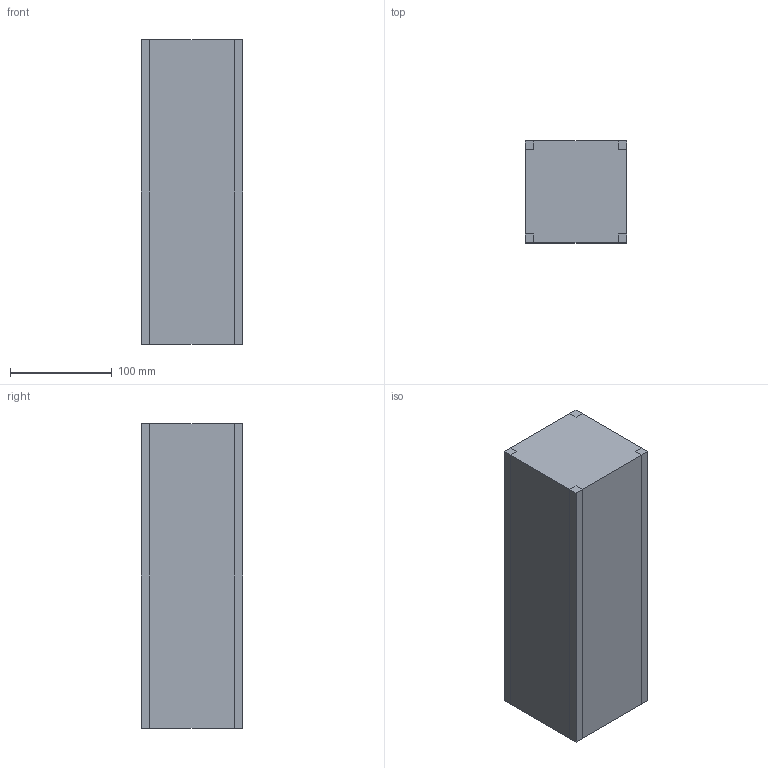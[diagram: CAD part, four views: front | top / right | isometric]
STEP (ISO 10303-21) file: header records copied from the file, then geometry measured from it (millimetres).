
FILE_DESCRIPTION(('FreeCAD Model'),'2;1');
FILE_NAME('Open CASCADE Shape Model','2025-08-25T19:14:27',('Author'),( ''),'Open CASCADE STEP processor 7.8','FreeCAD','Unknown');
FILE_SCHEMA(('AUTOMOTIVE_DESIGN { 1 0 10303 214 1 1 1 1 }'));
Length unit declared in the file: millimetre
Products named in the file (2): CubeSat_Frame; Internals_Fused
Bounding box: 100 x 100 x 300 mm (x, y, z)
Volume: 387995.1 mm3; surface area: 300530.8 mm2
Topology: 4 solids, 5 shells, 59 faces, 131 edges, 82 vertices
Faces by surface type: plane 58, cylinder 1
Full cylindrical faces by diameter (mm): 24 x1
Entity records: 3293 total; most frequent: CARTESIAN_POINT 583, DIRECTION 467, LINE 341, VECTOR 341, ORIENTED_EDGE 262, PCURVE 262, DEFINITIONAL_REPRESENTATION 262, EDGE_CURVE 131
